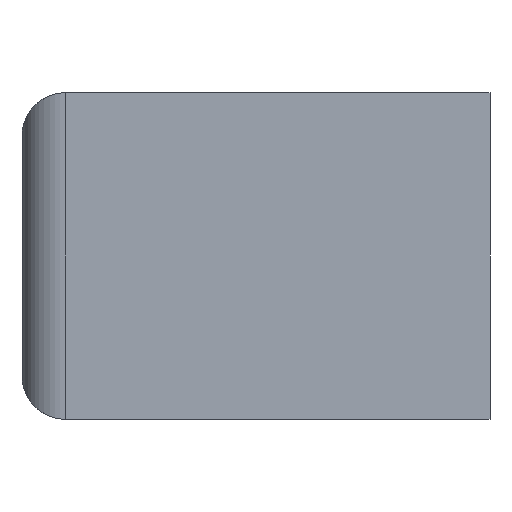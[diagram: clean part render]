
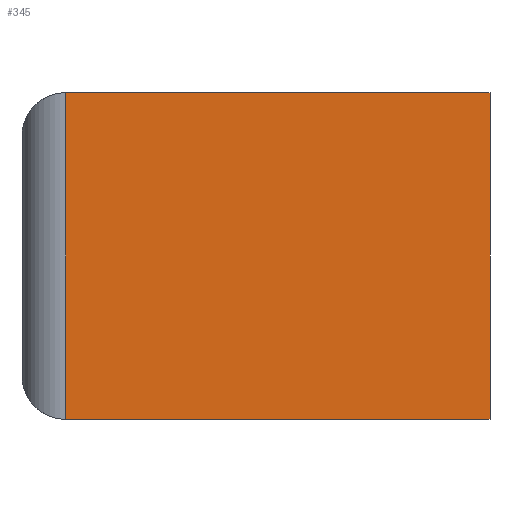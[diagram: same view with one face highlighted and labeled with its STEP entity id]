
A CAD part, left-side view. The second image highlights one B-rep face of the part: STEP entity #345.
In plain terms, the highlighted planar face has unit normal (-1, 0, 0).
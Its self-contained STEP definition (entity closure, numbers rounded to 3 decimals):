
#2 = LINE ( 'NONE', #414, #288 ) ;
#42 = CARTESIAN_POINT ( 'NONE',  ( 0., 0., 15. ) ) ;
#88 = VERTEX_POINT ( 'NONE', #689 ) ;
#117 = LINE ( 'NONE', #335, #498 ) ;
#126 = VERTEX_POINT ( 'NONE', #368 ) ;
#151 = DIRECTION ( 'NONE',  ( 0., 0., -1. ) ) ;
#157 = CARTESIAN_POINT ( 'NONE',  ( 0., 19.5, 15. ) ) ;
#162 = CARTESIAN_POINT ( 'NONE',  ( 0., 19.5, 15. ) ) ;
#172 = EDGE_CURVE ( 'NONE', #178, #126, #522, .T. ) ;
#178 = VERTEX_POINT ( 'NONE', #157 ) ;
#191 = EDGE_CURVE ( 'NONE', #178, #88, #648, .T. ) ;
#194 = VECTOR ( 'NONE', #378, 1000. ) ;
#214 = EDGE_CURVE ( 'NONE', #88, #439, #2, .T. ) ;
#234 = ORIENTED_EDGE ( 'NONE', *, *, #255, .F. ) ;
#255 = EDGE_CURVE ( 'NONE', #126, #439, #117, .T. ) ;
#284 = DIRECTION ( 'NONE',  ( 0., 0., -1. ) ) ;
#288 = VECTOR ( 'NONE', #633, 1000. ) ;
#315 = CARTESIAN_POINT ( 'NONE',  ( 0., 0., 15. ) ) ;
#325 = PLANE ( 'NONE',  #558 ) ;
#335 = CARTESIAN_POINT ( 'NONE',  ( 0., 0., 15. ) ) ;
#345 = ADVANCED_FACE ( 'NONE', ( #581 ), #325, .F. ) ;
#352 = VECTOR ( 'NONE', #533, 1000. ) ;
#366 = ORIENTED_EDGE ( 'NONE', *, *, #191, .T. ) ;
#368 = CARTESIAN_POINT ( 'NONE',  ( 0., 0., 15. ) ) ;
#378 = DIRECTION ( 'NONE',  ( 0., 0., -1. ) ) ;
#382 = CARTESIAN_POINT ( 'NONE',  ( 0., 0., 0. ) ) ;
#414 = CARTESIAN_POINT ( 'NONE',  ( 0., 0., 0. ) ) ;
#439 = VERTEX_POINT ( 'NONE', #382 ) ;
#465 = ORIENTED_EDGE ( 'NONE', *, *, #172, .F. ) ;
#490 = EDGE_LOOP ( 'NONE', ( #465, #366, #582, #234 ) ) ;
#498 = VECTOR ( 'NONE', #284, 1000. ) ;
#522 = LINE ( 'NONE', #315, #352 ) ;
#533 = DIRECTION ( 'NONE',  ( 0., -1., 0. ) ) ;
#558 = AXIS2_PLACEMENT_3D ( 'NONE', #42, #586, #151 ) ;
#581 = FACE_OUTER_BOUND ( 'NONE', #490, .T. ) ;
#582 = ORIENTED_EDGE ( 'NONE', *, *, #214, .T. ) ;
#586 = DIRECTION ( 'NONE',  ( 1., 0., 0. ) ) ;
#633 = DIRECTION ( 'NONE',  ( 0., -1., 0. ) ) ;
#648 = LINE ( 'NONE', #162, #194 ) ;
#689 = CARTESIAN_POINT ( 'NONE',  ( 0., 19.5, 0. ) ) ;
